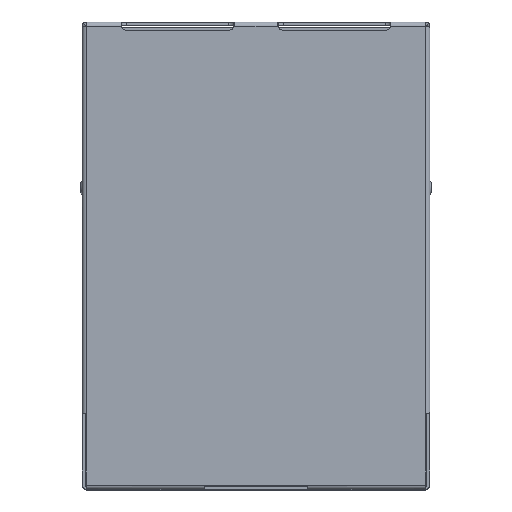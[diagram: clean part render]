
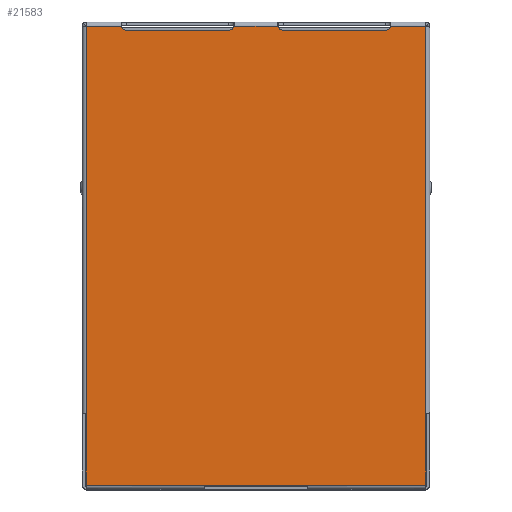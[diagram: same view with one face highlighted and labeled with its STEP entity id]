
A CAD part, top view. The second image highlights one B-rep face of the part: STEP entity #21583.
In plain terms, the highlighted face is planar.
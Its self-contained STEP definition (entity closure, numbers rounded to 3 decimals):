
#423=PLANE('',#26072);
#1150=LINE('',#33750,#3634);
#1491=LINE('',#34824,#3975);
#1536=LINE('',#34996,#4020);
#1543=LINE('',#35053,#4027);
#1574=LINE('',#35202,#4058);
#1578=LINE('',#35245,#4062);
#1581=LINE('',#35255,#4065);
#1589=LINE('',#35298,#4073);
#1613=LINE('',#35387,#4097);
#1630=LINE('',#35438,#4114);
#1631=LINE('',#35439,#4115);
#1632=LINE('',#35440,#4116);
#3634=VECTOR('',#27503,1000.);
#3975=VECTOR('',#28558,1000.);
#4020=VECTOR('',#28649,1000.);
#4027=VECTOR('',#28662,1000.);
#4058=VECTOR('',#28759,1000.);
#4062=VECTOR('',#28775,1000.);
#4065=VECTOR('',#28786,1000.);
#4073=VECTOR('',#28808,1000.);
#4097=VECTOR('',#28862,1000.);
#4114=VECTOR('',#28899,1000.);
#4115=VECTOR('',#28900,1000.);
#4116=VECTOR('',#28901,1000.);
#7517=ORIENTED_EDGE('',*,*,#13159,.T.);
#7518=ORIENTED_EDGE('',*,*,#13238,.T.);
#7519=ORIENTED_EDGE('',*,*,#13168,.T.);
#7520=ORIENTED_EDGE('',*,*,#13164,.T.);
#7521=ORIENTED_EDGE('',*,*,#13098,.T.);
#7522=ORIENTED_EDGE('',*,*,#13239,.F.);
#7523=ORIENTED_EDGE('',*,*,#13173,.F.);
#7524=ORIENTED_EDGE('',*,*,#13170,.F.);
#7525=ORIENTED_EDGE('',*,*,#13107,.T.);
#7526=ORIENTED_EDGE('',*,*,#13221,.T.);
#7527=ORIENTED_EDGE('',*,*,#13240,.F.);
#7528=ORIENTED_EDGE('',*,*,#12524,.F.);
#7529=ORIENTED_EDGE('',*,*,#13241,.T.);
#7530=ORIENTED_EDGE('',*,*,#13041,.F.);
#7531=ORIENTED_EDGE('',*,*,#13242,.T.);
#7532=ORIENTED_EDGE('',*,*,#13189,.T.);
#12524=EDGE_CURVE('',#15724,#15720,#1150,.T.);
#13041=EDGE_CURVE('',#16056,#16057,#1491,.T.);
#13098=EDGE_CURVE('',#16093,#16096,#1536,.T.);
#13107=EDGE_CURVE('',#16100,#16101,#1543,.T.);
#13159=EDGE_CURVE('',#16129,#16130,#1574,.T.);
#13164=EDGE_CURVE('',#16131,#16093,#17961,.T.);
#13168=EDGE_CURVE('',#16134,#16131,#1578,.T.);
#13170=EDGE_CURVE('',#16100,#16135,#17963,.T.);
#13173=EDGE_CURVE('',#16135,#16137,#1581,.T.);
#13189=EDGE_CURVE('',#16140,#16129,#1589,.T.);
#13221=EDGE_CURVE('',#16101,#16159,#1613,.T.);
#13238=EDGE_CURVE('',#16130,#16134,#17973,.T.);
#13239=EDGE_CURVE('',#16137,#16096,#17974,.T.);
#13240=EDGE_CURVE('',#15720,#16159,#1630,.T.);
#13241=EDGE_CURVE('',#15724,#16057,#1631,.T.);
#13242=EDGE_CURVE('',#16056,#16140,#1632,.T.);
#15720=VERTEX_POINT('',#33739);
#15724=VERTEX_POINT('',#33749);
#16056=VERTEX_POINT('',#34823);
#16057=VERTEX_POINT('',#34825);
#16093=VERTEX_POINT('',#34987);
#16096=VERTEX_POINT('',#34995);
#16100=VERTEX_POINT('',#35054);
#16101=VERTEX_POINT('',#35055);
#16129=VERTEX_POINT('',#35203);
#16130=VERTEX_POINT('',#35204);
#16131=VERTEX_POINT('',#35238);
#16134=VERTEX_POINT('',#35246);
#16135=VERTEX_POINT('',#35250);
#16137=VERTEX_POINT('',#35256);
#16140=VERTEX_POINT('',#35263);
#16159=VERTEX_POINT('',#35355);
#17961=CIRCLE('',#26036,0.25);
#17963=CIRCLE('',#26040,0.25);
#17973=CIRCLE('',#26073,0.25);
#17974=CIRCLE('',#26074,0.25);
#18712=EDGE_LOOP('',(#7517,#7518,#7519,#7520,#7521,#7522,#7523,#7524,#7525,
#7526,#7527,#7528,#7529,#7530,#7531,#7532));
#20002=FACE_BOUND('',#18712,.T.);
#21583=ADVANCED_FACE('',(#20002),#423,.T.);
#26036=AXIS2_PLACEMENT_3D('',#35237,#28767,#28768);
#26040=AXIS2_PLACEMENT_3D('',#35249,#28779,#28780);
#26072=AXIS2_PLACEMENT_3D('',#35435,#28893,#28894);
#26073=AXIS2_PLACEMENT_3D('',#35436,#28895,#28896);
#26074=AXIS2_PLACEMENT_3D('',#35437,#28897,#28898);
#27503=DIRECTION('',(1.,0.,0.));
#28558=DIRECTION('',(1.,0.,0.));
#28649=DIRECTION('',(1.,0.,0.));
#28662=DIRECTION('',(1.,0.,0.));
#28759=DIRECTION('',(1.,0.,0.));
#28767=DIRECTION('',(0.,0.,1.));
#28768=DIRECTION('',(-1.,0.,0.));
#28775=DIRECTION('',(1.,0.,0.));
#28779=DIRECTION('',(0.,0.,-1.));
#28780=DIRECTION('',(-1.,0.,0.));
#28786=DIRECTION('',(-1.,0.,0.));
#28808=DIRECTION('',(0.,1.,0.));
#28862=DIRECTION('',(0.,-1.,0.));
#28893=DIRECTION('',(0.,0.,-1.));
#28894=DIRECTION('',(0.,-1.,0.));
#28895=DIRECTION('',(0.,0.,1.));
#28896=DIRECTION('',(1.,0.,0.));
#28897=DIRECTION('',(0.,0.,-1.));
#28898=DIRECTION('',(1.,0.,0.));
#28899=DIRECTION('',(0.,1.,0.));
#28900=DIRECTION('',(-1.,0.,0.));
#28901=DIRECTION('',(0.,1.,0.));
#33739=CARTESIAN_POINT('',(7.8,0.05,-6.7));
#33749=CARTESIAN_POINT('',(2.325,0.05,-6.7));
#33750=CARTESIAN_POINT('',(-7.8,0.05,-6.7));
#34823=CARTESIAN_POINT('',(-7.8,0.05,-6.7));
#34824=CARTESIAN_POINT('',(-7.8,0.05,-6.7));
#34825=CARTESIAN_POINT('',(-2.325,0.05,-6.7));
#34987=CARTESIAN_POINT('',(-1.013,21.15,-6.7));
#34995=CARTESIAN_POINT('',(1.013,21.15,-6.7));
#34996=CARTESIAN_POINT('',(-7.8,21.15,-6.7));
#35053=CARTESIAN_POINT('',(-7.8,21.15,-6.7));
#35054=CARTESIAN_POINT('',(6.187,21.15,-6.7));
#35055=CARTESIAN_POINT('',(7.8,21.15,-6.7));
#35202=CARTESIAN_POINT('',(-7.8,21.15,-6.7));
#35203=CARTESIAN_POINT('',(-7.8,21.15,-6.7));
#35204=CARTESIAN_POINT('',(-6.187,21.15,-6.7));
#35237=CARTESIAN_POINT('',(-1.25,21.228,-6.7));
#35238=CARTESIAN_POINT('',(-1.25,20.978,-6.7));
#35245=CARTESIAN_POINT('',(-5.95,20.978,-6.7));
#35246=CARTESIAN_POINT('',(-5.95,20.978,-6.7));
#35249=CARTESIAN_POINT('',(5.95,21.228,-6.7));
#35250=CARTESIAN_POINT('',(5.95,20.978,-6.7));
#35255=CARTESIAN_POINT('',(5.95,20.978,-6.7));
#35256=CARTESIAN_POINT('',(1.25,20.978,-6.7));
#35263=CARTESIAN_POINT('',(-7.8,3.35,-6.7));
#35298=CARTESIAN_POINT('',(-7.8,3.35,-6.7));
#35355=CARTESIAN_POINT('',(7.8,3.35,-6.7));
#35387=CARTESIAN_POINT('',(7.8,21.15,-6.7));
#35435=CARTESIAN_POINT('',(-7.8,-0.15,-6.7));
#35436=CARTESIAN_POINT('',(-5.95,21.228,-6.7));
#35437=CARTESIAN_POINT('',(1.25,21.228,-6.7));
#35438=CARTESIAN_POINT('',(7.8,-0.15,-6.7));
#35439=CARTESIAN_POINT('',(2.375,0.05,-6.7));
#35440=CARTESIAN_POINT('',(-7.8,-0.15,-6.7));
